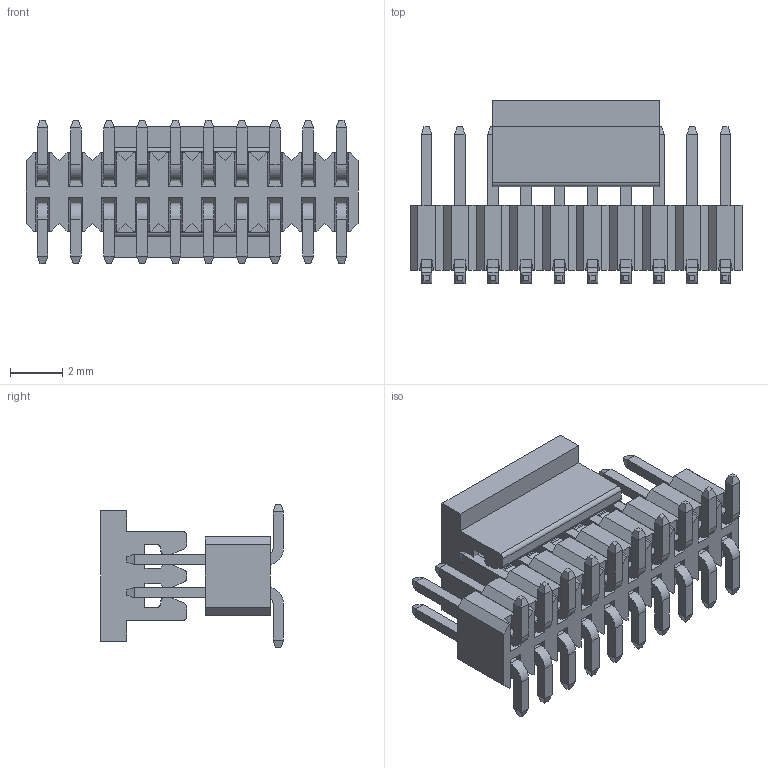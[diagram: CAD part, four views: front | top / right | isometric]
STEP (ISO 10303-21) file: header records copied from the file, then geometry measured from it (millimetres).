
FILE_DESCRIPTION( ('This file contains a STEP AP42 implementation' ,'as created by ZW3D STEP Interface translator.') ,'2;1' );
FILE_NAME( '1325-1210XXM077XXXX(拸翐).stp' ,'23 317.151950', (''), ('ZWCAD Software Co.'), 'Version 1.0', 'ZW3D to STEP translator', '' );
FILE_SCHEMA(('AUTOMOTIVE_DESIGN { 1 0 10303 214 1 1 1 1 }'));
Length unit declared in the file: millimetre
Products named in the file (3): 0; 1325-1210XXM077XXXX(拸翐); 1325-12XXXXMXXXXX_ASM_1_ASM
Assembly tree (1 placements, depth 2):
  0
  1325-1210XXM077XXXX(拸翐)
    1325-12XXXXMXXXXX_ASM_1_ASM
Bounding box: 12.7 x 7 x 5.5 mm (x, y, z)
Volume: 163.7 mm3; surface area: 670.7 mm2
Topology: 22 solids, 22 shells, 642 faces, 1654 edges, 1036 vertices
Faces by surface type: plane 588, cylinder 54
Entity records: 19691 total; most frequent: CARTESIAN_POINT 3336, ORIENTED_EDGE 3308, DIRECTION 3054, EDGE_CURVE 1654, VECTOR 1546, LINE 1546, VERTEX_POINT 1036, AXIS2_PLACEMENT_3D 754
